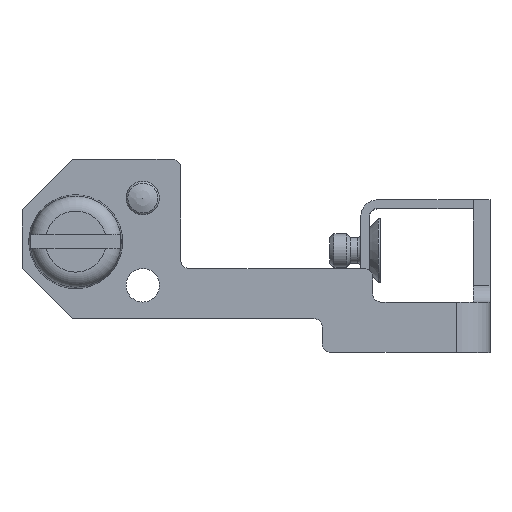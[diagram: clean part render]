
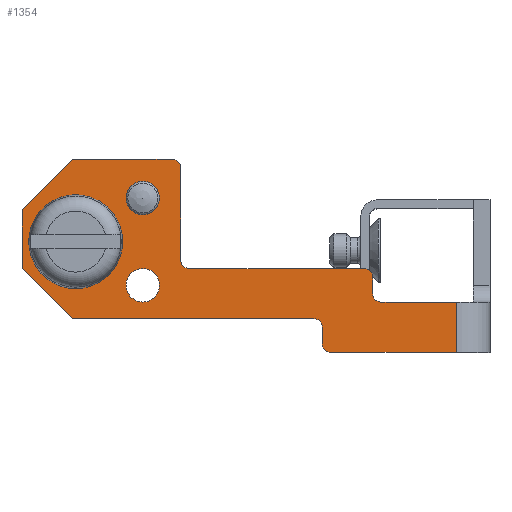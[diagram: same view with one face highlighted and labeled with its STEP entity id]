
A CAD part, top view. The second image highlights one B-rep face of the part: STEP entity #1354.
In plain terms, the highlighted face is planar.
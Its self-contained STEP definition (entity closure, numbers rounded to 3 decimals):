
#114=CIRCLE('',#1512,1.);
#115=CIRCLE('',#1513,1.);
#116=CIRCLE('',#1514,1.7);
#117=CIRCLE('',#1515,0.5);
#118=CIRCLE('',#1516,0.5);
#119=CIRCLE('',#1517,0.5);
#120=CIRCLE('',#1518,0.5);
#121=CIRCLE('',#1519,0.5);
#122=CIRCLE('',#1520,0.5);
#204=ORIENTED_EDGE('',*,*,#570,.F.);
#205=ORIENTED_EDGE('',*,*,#571,.F.);
#206=ORIENTED_EDGE('',*,*,#572,.F.);
#207=ORIENTED_EDGE('',*,*,#573,.F.);
#208=ORIENTED_EDGE('',*,*,#574,.F.);
#209=ORIENTED_EDGE('',*,*,#575,.F.);
#210=ORIENTED_EDGE('',*,*,#576,.T.);
#211=ORIENTED_EDGE('',*,*,#577,.F.);
#212=ORIENTED_EDGE('',*,*,#578,.F.);
#213=ORIENTED_EDGE('',*,*,#579,.F.);
#214=ORIENTED_EDGE('',*,*,#580,.T.);
#215=ORIENTED_EDGE('',*,*,#581,.F.);
#216=ORIENTED_EDGE('',*,*,#582,.F.);
#217=ORIENTED_EDGE('',*,*,#542,.F.);
#218=ORIENTED_EDGE('',*,*,#583,.F.);
#219=ORIENTED_EDGE('',*,*,#584,.F.);
#220=ORIENTED_EDGE('',*,*,#585,.F.);
#221=ORIENTED_EDGE('',*,*,#586,.F.);
#222=ORIENTED_EDGE('',*,*,#587,.T.);
#223=ORIENTED_EDGE('',*,*,#588,.F.);
#224=ORIENTED_EDGE('',*,*,#569,.T.);
#542=EDGE_CURVE('',#726,#724,#858,.T.);
#569=EDGE_CURVE('',#749,#751,#872,.T.);
#570=EDGE_CURVE('',#752,#752,#114,.F.);
#571=EDGE_CURVE('',#753,#753,#115,.F.);
#572=EDGE_CURVE('',#754,#754,#116,.F.);
#573=EDGE_CURVE('',#755,#751,#873,.T.);
#574=EDGE_CURVE('',#756,#755,#117,.F.);
#575=EDGE_CURVE('',#757,#756,#874,.T.);
#576=EDGE_CURVE('',#757,#758,#118,.F.);
#577=EDGE_CURVE('',#759,#758,#875,.T.);
#578=EDGE_CURVE('',#760,#759,#119,.F.);
#579=EDGE_CURVE('',#761,#760,#876,.T.);
#580=EDGE_CURVE('',#761,#762,#120,.F.);
#581=EDGE_CURVE('',#763,#762,#877,.T.);
#582=EDGE_CURVE('',#724,#763,#878,.T.);
#583=EDGE_CURVE('',#764,#726,#879,.T.);
#584=EDGE_CURVE('',#765,#764,#880,.T.);
#585=EDGE_CURVE('',#766,#765,#121,.F.);
#586=EDGE_CURVE('',#767,#766,#881,.T.);
#587=EDGE_CURVE('',#767,#768,#122,.F.);
#588=EDGE_CURVE('',#749,#768,#882,.T.);
#724=VERTEX_POINT('',#2086);
#726=VERTEX_POINT('',#2090);
#749=VERTEX_POINT('',#2141);
#751=VERTEX_POINT('',#2145);
#752=VERTEX_POINT('',#2149);
#753=VERTEX_POINT('',#2151);
#754=VERTEX_POINT('',#2153);
#755=VERTEX_POINT('',#2155);
#756=VERTEX_POINT('',#2157);
#757=VERTEX_POINT('',#2159);
#758=VERTEX_POINT('',#2161);
#759=VERTEX_POINT('',#2163);
#760=VERTEX_POINT('',#2165);
#761=VERTEX_POINT('',#2167);
#762=VERTEX_POINT('',#2169);
#763=VERTEX_POINT('',#2171);
#764=VERTEX_POINT('',#2174);
#765=VERTEX_POINT('',#2176);
#766=VERTEX_POINT('',#2178);
#767=VERTEX_POINT('',#2180);
#768=VERTEX_POINT('',#2182);
#858=LINE('',#2091,#964);
#872=LINE('',#2146,#978);
#873=LINE('',#2154,#979);
#874=LINE('',#2158,#980);
#875=LINE('',#2162,#981);
#876=LINE('',#2166,#982);
#877=LINE('',#2170,#983);
#878=LINE('',#2172,#984);
#879=LINE('',#2173,#985);
#880=LINE('',#2175,#986);
#881=LINE('',#2179,#987);
#882=LINE('',#2183,#988);
#964=VECTOR('',#1661,1000.);
#978=VECTOR('',#1707,1000.);
#979=VECTOR('',#1716,1000.);
#980=VECTOR('',#1719,1000.);
#981=VECTOR('',#1722,1000.);
#982=VECTOR('',#1725,1000.);
#983=VECTOR('',#1728,1000.);
#984=VECTOR('',#1729,1000.);
#985=VECTOR('',#1730,1000.);
#986=VECTOR('',#1731,1000.);
#987=VECTOR('',#1734,1000.);
#988=VECTOR('',#1737,1000.);
#1074=EDGE_LOOP('',(#204));
#1075=EDGE_LOOP('',(#205));
#1076=EDGE_LOOP('',(#206));
#1077=EDGE_LOOP('',(#207,#208,#209,#210,#211,#212,#213,#214,#215,#216,#217,
#218,#219,#220,#221,#222,#223,#224));
#1194=FACE_BOUND('',#1074,.T.);
#1195=FACE_BOUND('',#1075,.T.);
#1196=FACE_BOUND('',#1076,.T.);
#1197=FACE_BOUND('',#1077,.T.);
#1309=PLANE('',#1511);
#1354=ADVANCED_FACE('',(#1194,#1195,#1196,#1197),#1309,.F.);
#1511=AXIS2_PLACEMENT_3D('',#2147,#1708,#1709);
#1512=AXIS2_PLACEMENT_3D('',#2148,#1710,#1711);
#1513=AXIS2_PLACEMENT_3D('',#2150,#1712,#1713);
#1514=AXIS2_PLACEMENT_3D('',#2152,#1714,#1715);
#1515=AXIS2_PLACEMENT_3D('',#2156,#1717,#1718);
#1516=AXIS2_PLACEMENT_3D('',#2160,#1720,#1721);
#1517=AXIS2_PLACEMENT_3D('',#2164,#1723,#1724);
#1518=AXIS2_PLACEMENT_3D('',#2168,#1726,#1727);
#1519=AXIS2_PLACEMENT_3D('',#2177,#1732,#1733);
#1520=AXIS2_PLACEMENT_3D('',#2181,#1735,#1736);
#1661=DIRECTION('',(0.,-1.,0.));
#1707=DIRECTION('',(0.,-1.,0.));
#1708=DIRECTION('',(0.,0.,1.));
#1709=DIRECTION('',(1.,0.,0.));
#1710=DIRECTION('',(0.,0.,1.));
#1711=DIRECTION('',(1.,0.,0.));
#1712=DIRECTION('',(0.,0.,1.));
#1713=DIRECTION('',(1.,0.,0.));
#1714=DIRECTION('',(0.,0.,1.));
#1715=DIRECTION('',(1.,0.,0.));
#1716=DIRECTION('',(1.,0.,0.));
#1717=DIRECTION('',(0.,0.,1.));
#1718=DIRECTION('',(1.,0.,0.));
#1719=DIRECTION('',(0.,1.,0.));
#1720=DIRECTION('',(0.,0.,1.));
#1721=DIRECTION('',(1.,0.,0.));
#1722=DIRECTION('',(1.,0.,0.));
#1723=DIRECTION('',(0.,0.,1.));
#1724=DIRECTION('',(1.,0.,0.));
#1725=DIRECTION('',(0.,1.,0.));
#1726=DIRECTION('',(0.,0.,1.));
#1727=DIRECTION('',(1.,0.,0.));
#1728=DIRECTION('',(1.,0.,0.));
#1729=DIRECTION('',(0.707,-0.707,0.));
#1730=DIRECTION('',(-0.707,-0.707,0.));
#1731=DIRECTION('',(-1.,0.,0.));
#1732=DIRECTION('',(0.,0.,1.));
#1733=DIRECTION('',(1.,0.,0.));
#1734=DIRECTION('',(0.,-1.,0.));
#1735=DIRECTION('',(0.,0.,1.));
#1736=DIRECTION('',(1.,0.,0.));
#1737=DIRECTION('',(-1.,0.,0.));
#2086=CARTESIAN_POINT('',(0.,3.,0.));
#2090=CARTESIAN_POINT('',(0.,6.5,0.));
#2091=CARTESIAN_POINT('',(0.,12.,0.));
#2141=CARTESIAN_POINT('',(25.9,11.5,0.));
#2145=CARTESIAN_POINT('',(25.9,8.5,0.));
#2146=CARTESIAN_POINT('',(25.9,12.,0.));
#2147=CARTESIAN_POINT('',(25.9,12.,0.));
#2148=CARTESIAN_POINT('',(7.2,7.5,0.));
#2149=CARTESIAN_POINT('',(8.2,7.5,0.));
#2150=CARTESIAN_POINT('',(7.2,2.3,0.));
#2151=CARTESIAN_POINT('',(8.2,2.3,0.));
#2152=CARTESIAN_POINT('',(3.2,4.9,0.));
#2153=CARTESIAN_POINT('',(4.9,4.9,0.));
#2154=CARTESIAN_POINT('',(25.9,8.5,0.));
#2155=CARTESIAN_POINT('',(21.4,8.5,0.));
#2156=CARTESIAN_POINT('',(21.4,8.,0.));
#2157=CARTESIAN_POINT('',(20.9,8.,0.));
#2158=CARTESIAN_POINT('',(20.9,12.,0.));
#2159=CARTESIAN_POINT('',(20.9,7.,0.));
#2160=CARTESIAN_POINT('',(20.4,7.,0.));
#2161=CARTESIAN_POINT('',(20.4,6.5,0.));
#2162=CARTESIAN_POINT('',(25.9,6.5,0.));
#2163=CARTESIAN_POINT('',(9.95,6.5,0.));
#2164=CARTESIAN_POINT('',(9.95,6.,0.));
#2165=CARTESIAN_POINT('',(9.45,6.,0.));
#2166=CARTESIAN_POINT('',(9.45,12.,0.));
#2167=CARTESIAN_POINT('',(9.45,0.5,0.));
#2168=CARTESIAN_POINT('',(8.95,0.5,0.));
#2169=CARTESIAN_POINT('',(8.95,0.,0.));
#2170=CARTESIAN_POINT('',(25.9,0.,0.));
#2171=CARTESIAN_POINT('',(3.,0.,0.));
#2172=CARTESIAN_POINT('',(8.45,-5.45,0.));
#2173=CARTESIAN_POINT('',(15.7,22.2,0.));
#2174=CARTESIAN_POINT('',(3.,9.5,0.));
#2175=CARTESIAN_POINT('',(25.9,9.5,0.));
#2176=CARTESIAN_POINT('',(17.4,9.5,0.));
#2177=CARTESIAN_POINT('',(17.4,10.,0.));
#2178=CARTESIAN_POINT('',(17.9,10.,0.));
#2179=CARTESIAN_POINT('',(17.9,12.,0.));
#2180=CARTESIAN_POINT('',(17.9,11.,0.));
#2181=CARTESIAN_POINT('',(18.4,11.,0.));
#2182=CARTESIAN_POINT('',(18.4,11.5,0.));
#2183=CARTESIAN_POINT('',(25.9,11.5,0.));
